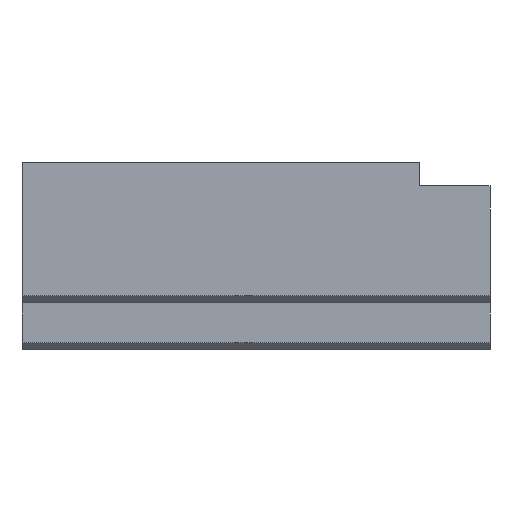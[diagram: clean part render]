
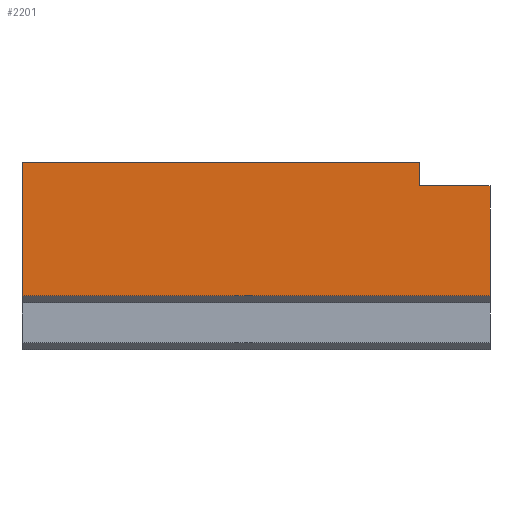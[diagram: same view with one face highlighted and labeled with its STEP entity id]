
A CAD part, front view. The second image highlights one B-rep face of the part: STEP entity #2201.
In plain terms, the highlighted planar face has unit normal (0, -1, 0).
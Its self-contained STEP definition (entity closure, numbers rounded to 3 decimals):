
#329=FACE_OUTER_BOUND('',#458,.T.);
#458=EDGE_LOOP('',(#2024,#2025,#2026,#2027,#2028,#2029));
#460=LINE('',#2622,#657);
#474=LINE('',#2654,#671);
#488=LINE('',#2682,#685);
#496=LINE('',#2698,#693);
#649=LINE('',#4227,#846);
#655=LINE('',#4252,#852);
#657=VECTOR('',#2288,10.);
#671=VECTOR('',#2312,10.);
#685=VECTOR('',#2336,10.);
#693=VECTOR('',#2352,10.);
#846=VECTOR('',#2579,10.);
#852=VECTOR('',#2611,10.);
#853=VERTEX_POINT('',#2618);
#855=VERTEX_POINT('',#2621);
#868=VERTEX_POINT('',#2653);
#877=VERTEX_POINT('',#2681);
#881=VERTEX_POINT('',#2697);
#1060=VERTEX_POINT('',#4226);
#1068=EDGE_CURVE('',#853,#855,#460,.T.);
#1084=EDGE_CURVE('',#868,#855,#474,.T.);
#1098=EDGE_CURVE('',#868,#877,#488,.T.);
#1106=EDGE_CURVE('',#877,#881,#496,.T.);
#1375=EDGE_CURVE('',#881,#1060,#649,.T.);
#1387=EDGE_CURVE('',#853,#1060,#655,.T.);
#2024=ORIENTED_EDGE('',*,*,#1098,.F.);
#2025=ORIENTED_EDGE('',*,*,#1084,.T.);
#2026=ORIENTED_EDGE('',*,*,#1068,.F.);
#2027=ORIENTED_EDGE('',*,*,#1387,.T.);
#2028=ORIENTED_EDGE('',*,*,#1375,.F.);
#2029=ORIENTED_EDGE('',*,*,#1106,.F.);
#2084=PLANE('',#2282);
#2201=ADVANCED_FACE('',(#329),#2084,.T.);
#2282=AXIS2_PLACEMENT_3D('',#4254,#2614,#2615);
#2288=DIRECTION('',(1.,0.,0.));
#2312=DIRECTION('',(0.,0.,1.));
#2336=DIRECTION('',(-1.,0.,0.));
#2352=DIRECTION('',(0.,0.,1.));
#2579=DIRECTION('',(1.,0.,0.));
#2611=DIRECTION('',(0.,0.,1.));
#2614=DIRECTION('center_axis',(0.,-1.,0.));
#2615=DIRECTION('ref_axis',(1.,0.,0.));
#2618=CARTESIAN_POINT('',(17.,0.,7.));
#2621=CARTESIAN_POINT('',(20.,0.,7.));
#2622=CARTESIAN_POINT('',(0.,0.,7.));
#2653=CARTESIAN_POINT('',(20.,0.,2.3));
#2654=CARTESIAN_POINT('',(20.,0.,0.));
#2681=CARTESIAN_POINT('',(0.,0.,2.3));
#2682=CARTESIAN_POINT('',(5.,0.,2.3));
#2697=CARTESIAN_POINT('',(0.,0.,8.));
#2698=CARTESIAN_POINT('',(0.,0.,0.));
#4226=CARTESIAN_POINT('',(17.,0.,8.));
#4227=CARTESIAN_POINT('',(17.,0.,8.));
#4252=CARTESIAN_POINT('',(17.,0.,6.4));
#4254=CARTESIAN_POINT('Origin',(0.,0.,0.));
